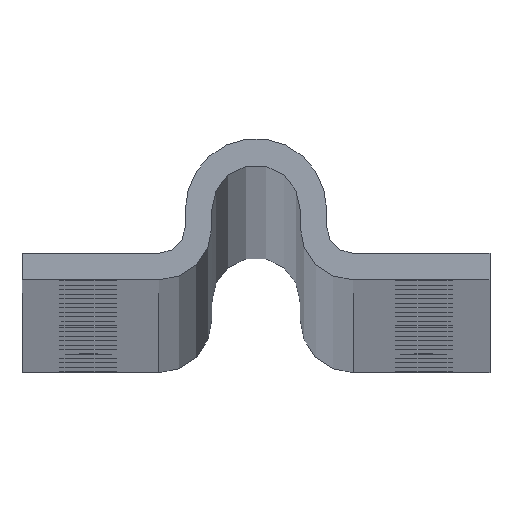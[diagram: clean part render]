
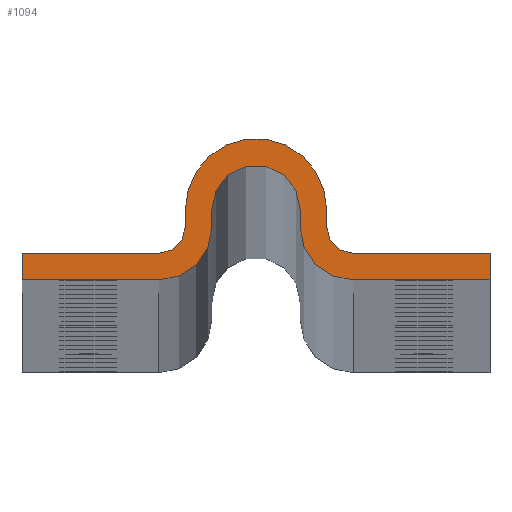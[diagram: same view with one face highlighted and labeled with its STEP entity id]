
A CAD part, top view. The second image highlights one B-rep face of the part: STEP entity #1094.
In plain terms, the highlighted planar face has unit normal (0, 0, 1).
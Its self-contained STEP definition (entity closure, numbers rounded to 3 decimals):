
#34 = VERTEX_POINT ( 'NONE', #291 ) ;
#69 = EDGE_CURVE ( 'NONE', #6368, #5921, #5388, .T. ) ;
#141 = EDGE_CURVE ( 'NONE', #5343, #4059, #4247, .T. ) ;
#173 = CARTESIAN_POINT ( 'NONE',  ( -8., -2., 6020. ) ) ;
#180 = CARTESIAN_POINT ( 'NONE',  ( -11., -5., 6020. ) ) ;
#283 = VERTEX_POINT ( 'NONE', #1144 ) ;
#291 = CARTESIAN_POINT ( 'NONE',  ( 8., -2., 6020. ) ) ;
#377 = DIRECTION ( 'NONE',  ( 0., 0., 1. ) ) ;
#378 = VECTOR ( 'NONE', #4591, 1000. ) ;
#550 = ORIENTED_EDGE ( 'NONE', *, *, #6611, .T. ) ;
#610 = CARTESIAN_POINT ( 'NONE',  ( 0., 0., 6020. ) ) ;
#674 = DIRECTION ( 'NONE',  ( 0., 1., 0. ) ) ;
#685 = EDGE_CURVE ( 'NONE', #5921, #1670, #3013, .T. ) ;
#695 = VECTOR ( 'NONE', #674, 1000. ) ;
#718 = CIRCLE ( 'NONE', #1869, 8. ) ;
#876 = VERTEX_POINT ( 'NONE', #5844 ) ;
#880 = EDGE_CURVE ( 'NONE', #4707, #6368, #3837, .T. ) ;
#956 = AXIS2_PLACEMENT_3D ( 'NONE', #6165, #6570, #5757 ) ;
#1069 = CARTESIAN_POINT ( 'NONE',  ( -26.5, -5., 6020. ) ) ;
#1073 = ORIENTED_EDGE ( 'NONE', *, *, #4097, .T. ) ;
#1094 = ADVANCED_FACE ( 'NONE', ( #1508 ), #2985, .T. ) ;
#1109 = DIRECTION ( 'NONE',  ( 0., -1., 0. ) ) ;
#1144 = CARTESIAN_POINT ( 'NONE',  ( 5., -2., 6020. ) ) ;
#1341 = CARTESIAN_POINT ( 'NONE',  ( -8., 0., 6020. ) ) ;
#1453 = ORIENTED_EDGE ( 'NONE', *, *, #685, .T. ) ;
#1508 = FACE_OUTER_BOUND ( 'NONE', #3447, .T. ) ;
#1670 = VERTEX_POINT ( 'NONE', #4031 ) ;
#1691 = EDGE_CURVE ( 'NONE', #4987, #5343, #3677, .T. ) ;
#1821 = VECTOR ( 'NONE', #2459, 1000. ) ;
#1855 = VECTOR ( 'NONE', #4162, 1000. ) ;
#1869 = AXIS2_PLACEMENT_3D ( 'NONE', #1946, #377, #5555 ) ;
#1917 = CARTESIAN_POINT ( 'NONE',  ( 11., -2., 6020. ) ) ;
#1920 = AXIS2_PLACEMENT_3D ( 'NONE', #610, #4317, #4890 ) ;
#1924 = CARTESIAN_POINT ( 'NONE',  ( 11., -8., 6020. ) ) ;
#1946 = CARTESIAN_POINT ( 'NONE',  ( 0., 0., 6020. ) ) ;
#2025 = CARTESIAN_POINT ( 'NONE',  ( -11., -2., 6020. ) ) ;
#2048 = VECTOR ( 'NONE', #6142, 1000. ) ;
#2139 = AXIS2_PLACEMENT_3D ( 'NONE', #6642, #4113, #2455 ) ;
#2274 = EDGE_CURVE ( 'NONE', #3639, #4707, #718, .T. ) ;
#2341 = ORIENTED_EDGE ( 'NONE', *, *, #1691, .T. ) ;
#2402 = LINE ( 'NONE', #1924, #5185 ) ;
#2405 = EDGE_CURVE ( 'NONE', #876, #5129, #6289, .T. ) ;
#2426 = ORIENTED_EDGE ( 'NONE', *, *, #3701, .T. ) ;
#2455 = DIRECTION ( 'NONE',  ( 1., 0., 0. ) ) ;
#2459 = DIRECTION ( 'NONE',  ( -1., 0., 0. ) ) ;
#2578 = CARTESIAN_POINT ( 'NONE',  ( -26.5, -8., 6020. ) ) ;
#2592 = CARTESIAN_POINT ( 'NONE',  ( -5., 0., 6020. ) ) ;
#2598 = CARTESIAN_POINT ( 'NONE',  ( 5., 0., 6020. ) ) ;
#2707 = CARTESIAN_POINT ( 'NONE',  ( 8., 0., 6020. ) ) ;
#2750 = VERTEX_POINT ( 'NONE', #6526 ) ;
#2921 = ORIENTED_EDGE ( 'NONE', *, *, #3046, .T. ) ;
#2985 = PLANE ( 'NONE',  #2139 ) ;
#3013 = LINE ( 'NONE', #3535, #378 ) ;
#3046 = EDGE_CURVE ( 'NONE', #6719, #283, #5049, .T. ) ;
#3067 = ORIENTED_EDGE ( 'NONE', *, *, #5385, .T. ) ;
#3098 = AXIS2_PLACEMENT_3D ( 'NONE', #5042, #3441, #6100 ) ;
#3252 = ORIENTED_EDGE ( 'NONE', *, *, #5694, .T. ) ;
#3362 = DIRECTION ( 'NONE',  ( -1., 0., 0. ) ) ;
#3377 = CIRCLE ( 'NONE', #1920, 5. ) ;
#3441 = DIRECTION ( 'NONE',  ( 0., 0., 1. ) ) ;
#3447 = EDGE_LOOP ( 'NONE', ( #5200, #3529, #5281, #1453, #3252, #2341, #5275, #5038, #6274, #2921, #2426, #3067, #3737, #550, #3504, #1073 ) ) ;
#3474 = CIRCLE ( 'NONE', #3098, 6. ) ;
#3504 = ORIENTED_EDGE ( 'NONE', *, *, #5882, .T. ) ;
#3529 = ORIENTED_EDGE ( 'NONE', *, *, #880, .T. ) ;
#3535 = CARTESIAN_POINT ( 'NONE',  ( -11., -5., 6020. ) ) ;
#3605 = EDGE_CURVE ( 'NONE', #4059, #5764, #4955, .T. ) ;
#3630 = CARTESIAN_POINT ( 'NONE',  ( 11., -8., 6020. ) ) ;
#3639 = VERTEX_POINT ( 'NONE', #2707 ) ;
#3668 = CARTESIAN_POINT ( 'NONE',  ( 5., 0., 6020. ) ) ;
#3677 = LINE ( 'NONE', #4108, #2048 ) ;
#3690 = LINE ( 'NONE', #6099, #1821 ) ;
#3701 = EDGE_CURVE ( 'NONE', #283, #5553, #3474, .T. ) ;
#3737 = ORIENTED_EDGE ( 'NONE', *, *, #2405, .T. ) ;
#3775 = AXIS2_PLACEMENT_3D ( 'NONE', #1917, #4399, #3362 ) ;
#3826 = CARTESIAN_POINT ( 'NONE',  ( -5., 0., 6020. ) ) ;
#3837 = LINE ( 'NONE', #5305, #4911 ) ;
#4031 = CARTESIAN_POINT ( 'NONE',  ( -26.5, -5., 6020. ) ) ;
#4059 = VERTEX_POINT ( 'NONE', #5924 ) ;
#4069 = DIRECTION ( 'NONE',  ( 0., 0., 1. ) ) ;
#4097 = EDGE_CURVE ( 'NONE', #34, #3639, #5879, .T. ) ;
#4102 = CIRCLE ( 'NONE', #3775, 3. ) ;
#4108 = CARTESIAN_POINT ( 'NONE',  ( -11., -8., 6020. ) ) ;
#4113 = DIRECTION ( 'NONE',  ( 0., 0., 1. ) ) ;
#4162 = DIRECTION ( 'NONE',  ( 0., 1., 0. ) ) ;
#4247 = CIRCLE ( 'NONE', #4817, 6. ) ;
#4250 = DIRECTION ( 'NONE',  ( 0., -1., 0. ) ) ;
#4261 = DIRECTION ( 'NONE',  ( 0., -1., 0. ) ) ;
#4317 = DIRECTION ( 'NONE',  ( 0., 0., -1. ) ) ;
#4399 = DIRECTION ( 'NONE',  ( 0., 0., -1. ) ) ;
#4501 = CARTESIAN_POINT ( 'NONE',  ( -11., -8., 6020. ) ) ;
#4591 = DIRECTION ( 'NONE',  ( -1., 0., 0. ) ) ;
#4599 = LINE ( 'NONE', #1069, #6244 ) ;
#4607 = DIRECTION ( 'NONE',  ( 0., 1., 0. ) ) ;
#4668 = DIRECTION ( 'NONE',  ( 1., 0., 0. ) ) ;
#4707 = VERTEX_POINT ( 'NONE', #1341 ) ;
#4817 = AXIS2_PLACEMENT_3D ( 'NONE', #2025, #4069, #4668 ) ;
#4824 = VECTOR ( 'NONE', #4607, 1000. ) ;
#4890 = DIRECTION ( 'NONE',  ( 1., 0., 0. ) ) ;
#4911 = VECTOR ( 'NONE', #1109, 1000. ) ;
#4955 = LINE ( 'NONE', #2592, #1855 ) ;
#4987 = VERTEX_POINT ( 'NONE', #2578 ) ;
#5038 = ORIENTED_EDGE ( 'NONE', *, *, #3605, .T. ) ;
#5042 = CARTESIAN_POINT ( 'NONE',  ( 11., -2., 6020. ) ) ;
#5049 = LINE ( 'NONE', #3668, #6360 ) ;
#5078 = DIRECTION ( 'NONE',  ( 1., 0., 0. ) ) ;
#5129 = VERTEX_POINT ( 'NONE', #5744 ) ;
#5185 = VECTOR ( 'NONE', #5078, 1000. ) ;
#5200 = ORIENTED_EDGE ( 'NONE', *, *, #2274, .T. ) ;
#5275 = ORIENTED_EDGE ( 'NONE', *, *, #141, .T. ) ;
#5281 = ORIENTED_EDGE ( 'NONE', *, *, #69, .T. ) ;
#5305 = CARTESIAN_POINT ( 'NONE',  ( -8., 0., 6020. ) ) ;
#5343 = VERTEX_POINT ( 'NONE', #4501 ) ;
#5385 = EDGE_CURVE ( 'NONE', #5553, #876, #2402, .T. ) ;
#5388 = CIRCLE ( 'NONE', #956, 3. ) ;
#5553 = VERTEX_POINT ( 'NONE', #3630 ) ;
#5555 = DIRECTION ( 'NONE',  ( 1., 0., 0. ) ) ;
#5694 = EDGE_CURVE ( 'NONE', #1670, #4987, #4599, .T. ) ;
#5744 = CARTESIAN_POINT ( 'NONE',  ( 26.5, -5., 6020. ) ) ;
#5757 = DIRECTION ( 'NONE',  ( 1., 0., 0. ) ) ;
#5764 = VERTEX_POINT ( 'NONE', #3826 ) ;
#5796 = EDGE_CURVE ( 'NONE', #5764, #6719, #3377, .T. ) ;
#5844 = CARTESIAN_POINT ( 'NONE',  ( 26.5, -8., 6020. ) ) ;
#5879 = LINE ( 'NONE', #6004, #695 ) ;
#5882 = EDGE_CURVE ( 'NONE', #2750, #34, #4102, .T. ) ;
#5921 = VERTEX_POINT ( 'NONE', #180 ) ;
#5924 = CARTESIAN_POINT ( 'NONE',  ( -5., -2., 6020. ) ) ;
#6004 = CARTESIAN_POINT ( 'NONE',  ( 8., 0., 6020. ) ) ;
#6099 = CARTESIAN_POINT ( 'NONE',  ( 11., -5., 6020. ) ) ;
#6100 = DIRECTION ( 'NONE',  ( -1., 0., 0. ) ) ;
#6142 = DIRECTION ( 'NONE',  ( 1., 0., 0. ) ) ;
#6165 = CARTESIAN_POINT ( 'NONE',  ( -11., -2., 6020. ) ) ;
#6177 = CARTESIAN_POINT ( 'NONE',  ( 26.5, -5., 6020. ) ) ;
#6244 = VECTOR ( 'NONE', #4250, 1000. ) ;
#6274 = ORIENTED_EDGE ( 'NONE', *, *, #5796, .T. ) ;
#6289 = LINE ( 'NONE', #6177, #4824 ) ;
#6360 = VECTOR ( 'NONE', #4261, 1000. ) ;
#6368 = VERTEX_POINT ( 'NONE', #173 ) ;
#6526 = CARTESIAN_POINT ( 'NONE',  ( 11., -5., 6020. ) ) ;
#6570 = DIRECTION ( 'NONE',  ( 0., 0., -1. ) ) ;
#6611 = EDGE_CURVE ( 'NONE', #5129, #2750, #3690, .T. ) ;
#6642 = CARTESIAN_POINT ( 'NONE',  ( 0., 0., 6020. ) ) ;
#6719 = VERTEX_POINT ( 'NONE', #2598 ) ;
